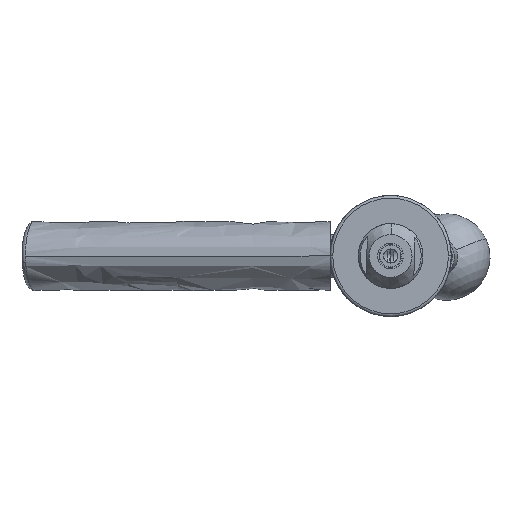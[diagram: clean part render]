
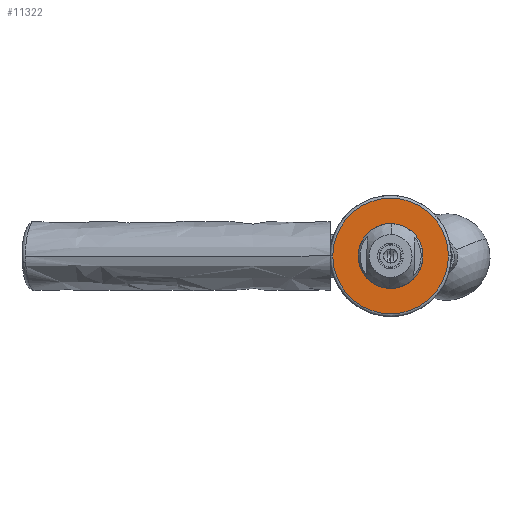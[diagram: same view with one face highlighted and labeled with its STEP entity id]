
A CAD part, left-side view. The second image highlights one B-rep face of the part: STEP entity #11322.
In plain terms, the highlighted planar face has unit normal (-1, 0, 0).
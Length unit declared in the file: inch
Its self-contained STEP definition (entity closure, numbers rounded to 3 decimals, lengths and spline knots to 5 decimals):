
#280 = VERTEX_POINT ( 'NONE', #5769 ) ;
#681 = CIRCLE ( 'NONE', #4997, 0.835 ) ;
#691 = DIRECTION ( 'NONE',  ( 1., 0., 0. ) ) ;
#940 = CARTESIAN_POINT ( 'NONE',  ( -3.907, 0., 0.1985 ) ) ;
#1135 = CIRCLE ( 'NONE', #4893, 0.1985 ) ;
#1522 = DIRECTION ( 'NONE',  ( -1., 0., 0. ) ) ;
#2228 = VERTEX_POINT ( 'NONE', #13603 ) ;
#2231 = EDGE_CURVE ( 'NONE', #13117, #2228, #2468, .T. ) ;
#2346 = EDGE_CURVE ( 'NONE', #2228, #13117, #681, .T. ) ;
#2366 = VERTEX_POINT ( 'NONE', #940 ) ;
#2468 = CIRCLE ( 'NONE', #3219, 0.835 ) ;
#2483 = DIRECTION ( 'NONE',  ( 0., 0., -1. ) ) ;
#3155 = PLANE ( 'NONE',  #13005 ) ;
#3219 = AXIS2_PLACEMENT_3D ( 'NONE', #12621, #1522, #5068 ) ;
#3318 = DIRECTION ( 'NONE',  ( -1., 0., 0. ) ) ;
#4354 = EDGE_CURVE ( 'NONE', #2366, #280, #9943, .T. ) ;
#4893 = AXIS2_PLACEMENT_3D ( 'NONE', #14263, #3318, #11755 ) ;
#4950 = CARTESIAN_POINT ( 'NONE',  ( -3.907, 0., 0. ) ) ;
#4997 = AXIS2_PLACEMENT_3D ( 'NONE', #7835, #11654, #15513 ) ;
#5068 = DIRECTION ( 'NONE',  ( 0., -1., 0. ) ) ;
#5447 = CARTESIAN_POINT ( 'NONE',  ( -3.907, -0.875, 0. ) ) ;
#5769 = CARTESIAN_POINT ( 'NONE',  ( -3.907, 0., -0.1985 ) ) ;
#6397 = AXIS2_PLACEMENT_3D ( 'NONE', #4950, #7244, #2483 ) ;
#7182 = ORIENTED_EDGE ( 'NONE', *, *, #2231, .T. ) ;
#7244 = DIRECTION ( 'NONE',  ( -1., 0., 0. ) ) ;
#7835 = CARTESIAN_POINT ( 'NONE',  ( -3.907, 0., 0. ) ) ;
#8415 = ORIENTED_EDGE ( 'NONE', *, *, #2346, .T. ) ;
#8974 = FACE_BOUND ( 'NONE', #11578, .T. ) ;
#9943 = CIRCLE ( 'NONE', #6397, 0.1985 ) ;
#10276 = DIRECTION ( 'NONE',  ( 0., -1., 0. ) ) ;
#11273 = ORIENTED_EDGE ( 'NONE', *, *, #14458, .F. ) ;
#11322 = ADVANCED_FACE ( 'NONE', ( #8974, #15279 ), #3155, .F. ) ;
#11578 = EDGE_LOOP ( 'NONE', ( #11273, #12536 ) ) ;
#11654 = DIRECTION ( 'NONE',  ( -1., 0., 0. ) ) ;
#11755 = DIRECTION ( 'NONE',  ( 0., 0., -1. ) ) ;
#12042 = EDGE_LOOP ( 'NONE', ( #8415, #7182 ) ) ;
#12536 = ORIENTED_EDGE ( 'NONE', *, *, #4354, .F. ) ;
#12621 = CARTESIAN_POINT ( 'NONE',  ( -3.907, 0., 0. ) ) ;
#13005 = AXIS2_PLACEMENT_3D ( 'NONE', #5447, #691, #10276 ) ;
#13117 = VERTEX_POINT ( 'NONE', #13354 ) ;
#13354 = CARTESIAN_POINT ( 'NONE',  ( -3.907, 0.835, 0. ) ) ;
#13603 = CARTESIAN_POINT ( 'NONE',  ( -3.907, -0.835, 0. ) ) ;
#14263 = CARTESIAN_POINT ( 'NONE',  ( -3.907, 0., 0. ) ) ;
#14458 = EDGE_CURVE ( 'NONE', #280, #2366, #1135, .T. ) ;
#15279 = FACE_OUTER_BOUND ( 'NONE', #12042, .T. ) ;
#15513 = DIRECTION ( 'NONE',  ( 0., -1., 0. ) ) ;
